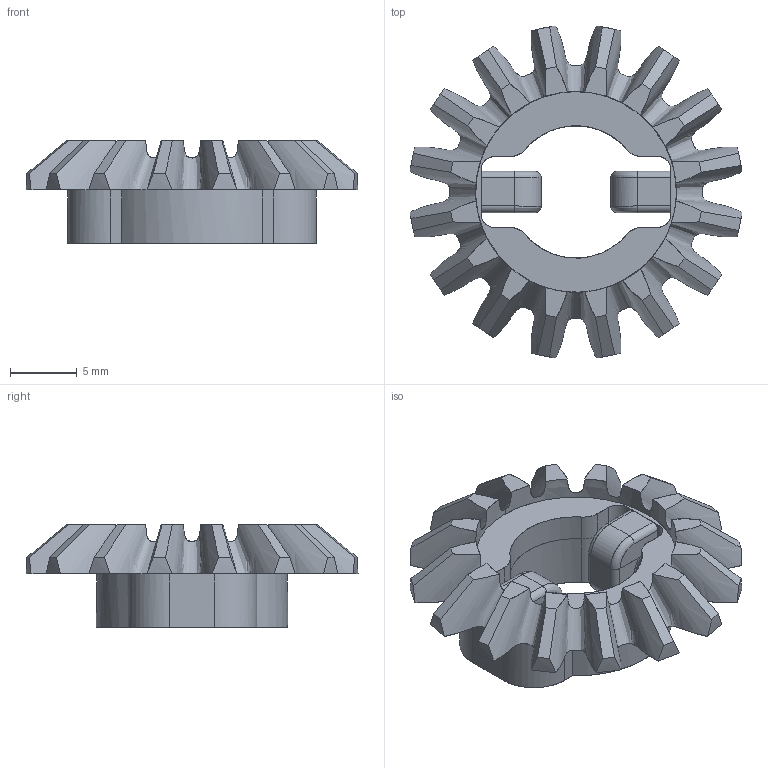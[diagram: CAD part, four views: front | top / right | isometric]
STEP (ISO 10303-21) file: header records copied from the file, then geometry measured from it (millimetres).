
FILE_DESCRIPTION((''),'2;1');
FILE_NAME('GB16.stp','2025-02-06T18:45:13',(''),(''),'AutoCAD STEP 2000i','AutoCAD 2000i',', , ');
FILE_SCHEMA(('CONFIG_CONTROL_DESIGN'));
Length unit declared in the file: millimetre
Products named in the file (1): GB16
Bounding box: 24.82 x 24.82 x 7.69 mm (x, y, z)
Surface area: 1606.1 mm2 (no closed solid volume)
Topology: 0 solids, 0 shells, 170 faces, 1028 edges, 1027 vertices
Faces by surface type: bspline 170
Entity records: 34308 total; most frequent: CARTESIAN_POINT 29943, PCURVE 1021, COMPOSITE_CURVE_SEGMENT 1021, B_SPLINE_CURVE_WITH_KNOTS 912, QUASI_UNIFORM_CURVE 876, OUTER_BOUNDARY_CURVE 170, CURVE_BOUNDED_SURFACE 170, QUASI_UNIFORM_SURFACE 50
